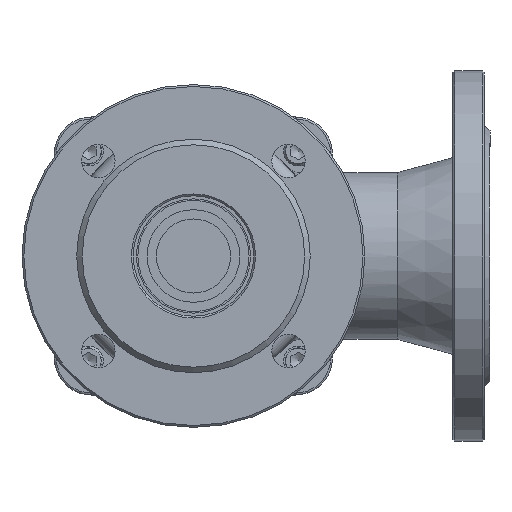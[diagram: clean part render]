
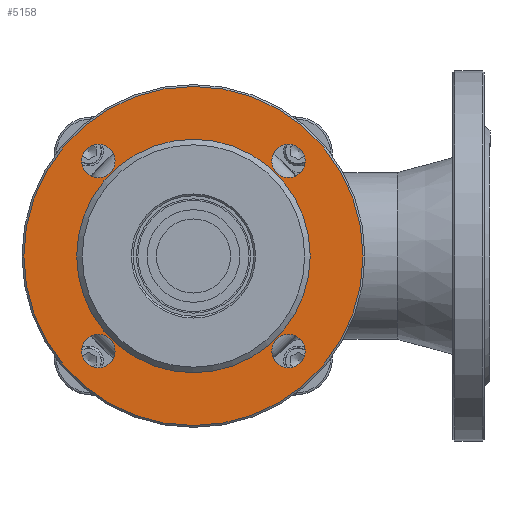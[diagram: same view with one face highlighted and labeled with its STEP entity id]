
A CAD part, front view. The second image highlights one B-rep face of the part: STEP entity #5158.
In plain terms, the highlighted planar face has unit normal (0, -1, 0).
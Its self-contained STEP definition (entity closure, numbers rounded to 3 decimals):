
#233=FACE_BOUND('',#918,.T.);
#234=FACE_BOUND('',#919,.T.);
#235=FACE_BOUND('',#920,.T.);
#236=FACE_BOUND('',#921,.T.);
#237=FACE_BOUND('',#922,.T.);
#330=PLANE('',#5783);
#559=FACE_OUTER_BOUND('',#917,.T.);
#917=EDGE_LOOP('',(#3933));
#918=EDGE_LOOP('',(#3934));
#919=EDGE_LOOP('',(#3935));
#920=EDGE_LOOP('',(#3936));
#921=EDGE_LOOP('',(#3937));
#922=EDGE_LOOP('',(#3938));
#1270=CIRCLE('',#5781,63.);
#1272=CIRCLE('',#5784,91.5);
#1273=CIRCLE('',#5785,9.);
#1274=CIRCLE('',#5786,9.);
#1275=CIRCLE('',#5787,9.);
#1276=CIRCLE('',#5788,9.);
#2306=VERTEX_POINT('',#9573);
#2308=VERTEX_POINT('',#9579);
#2309=VERTEX_POINT('',#9581);
#2310=VERTEX_POINT('',#9583);
#2311=VERTEX_POINT('',#9585);
#2312=VERTEX_POINT('',#9587);
#2881=EDGE_CURVE('',#2306,#2306,#1270,.T.);
#2884=EDGE_CURVE('',#2308,#2308,#1272,.T.);
#2885=EDGE_CURVE('',#2309,#2309,#1273,.T.);
#2886=EDGE_CURVE('',#2310,#2310,#1274,.T.);
#2887=EDGE_CURVE('',#2311,#2311,#1275,.T.);
#2888=EDGE_CURVE('',#2312,#2312,#1276,.T.);
#3933=ORIENTED_EDGE('',*,*,#2884,.F.);
#3934=ORIENTED_EDGE('',*,*,#2885,.F.);
#3935=ORIENTED_EDGE('',*,*,#2886,.F.);
#3936=ORIENTED_EDGE('',*,*,#2887,.F.);
#3937=ORIENTED_EDGE('',*,*,#2888,.F.);
#3938=ORIENTED_EDGE('',*,*,#2881,.F.);
#5158=ADVANCED_FACE('',(#559,#233,#234,#235,#236,#237),#330,.F.);
#5781=AXIS2_PLACEMENT_3D('',#9574,#6823,#6824);
#5783=AXIS2_PLACEMENT_3D('',#9578,#6828,#6829);
#5784=AXIS2_PLACEMENT_3D('',#9580,#6830,#6831);
#5785=AXIS2_PLACEMENT_3D('',#9582,#6832,#6833);
#5786=AXIS2_PLACEMENT_3D('',#9584,#6834,#6835);
#5787=AXIS2_PLACEMENT_3D('',#9586,#6836,#6837);
#5788=AXIS2_PLACEMENT_3D('',#9588,#6838,#6839);
#6823=DIRECTION('center_axis',(0.,-1.,0.));
#6824=DIRECTION('ref_axis',(1.,0.,0.));
#6828=DIRECTION('center_axis',(0.,1.,0.));
#6829=DIRECTION('ref_axis',(0.,0.,1.));
#6830=DIRECTION('center_axis',(0.,1.,0.));
#6831=DIRECTION('ref_axis',(-1.,0.,0.));
#6832=DIRECTION('center_axis',(0.,-1.,0.));
#6833=DIRECTION('ref_axis',(-1.,0.,0.));
#6834=DIRECTION('center_axis',(0.,-1.,0.));
#6835=DIRECTION('ref_axis',(-1.,0.,0.));
#6836=DIRECTION('center_axis',(0.,-1.,0.));
#6837=DIRECTION('ref_axis',(-1.,0.,0.));
#6838=DIRECTION('center_axis',(0.,-1.,0.));
#6839=DIRECTION('ref_axis',(-1.,0.,0.));
#9573=CARTESIAN_POINT('',(-63.,3.,0.));
#9574=CARTESIAN_POINT('Origin',(0.,3.,0.));
#9578=CARTESIAN_POINT('Origin',(0.,3.,0.));
#9579=CARTESIAN_POINT('',(91.5,3.,0.));
#9580=CARTESIAN_POINT('Origin',(0.,3.,0.));
#9581=CARTESIAN_POINT('',(60.265,3.,51.265));
#9582=CARTESIAN_POINT('Origin',(51.265,3.,51.265));
#9583=CARTESIAN_POINT('',(60.265,3.,-51.265));
#9584=CARTESIAN_POINT('Origin',(51.265,3.,-51.265));
#9585=CARTESIAN_POINT('',(-42.265,3.,-51.265));
#9586=CARTESIAN_POINT('Origin',(-51.265,3.,-51.265));
#9587=CARTESIAN_POINT('',(-42.265,3.,51.265));
#9588=CARTESIAN_POINT('Origin',(-51.265,3.,51.265));
